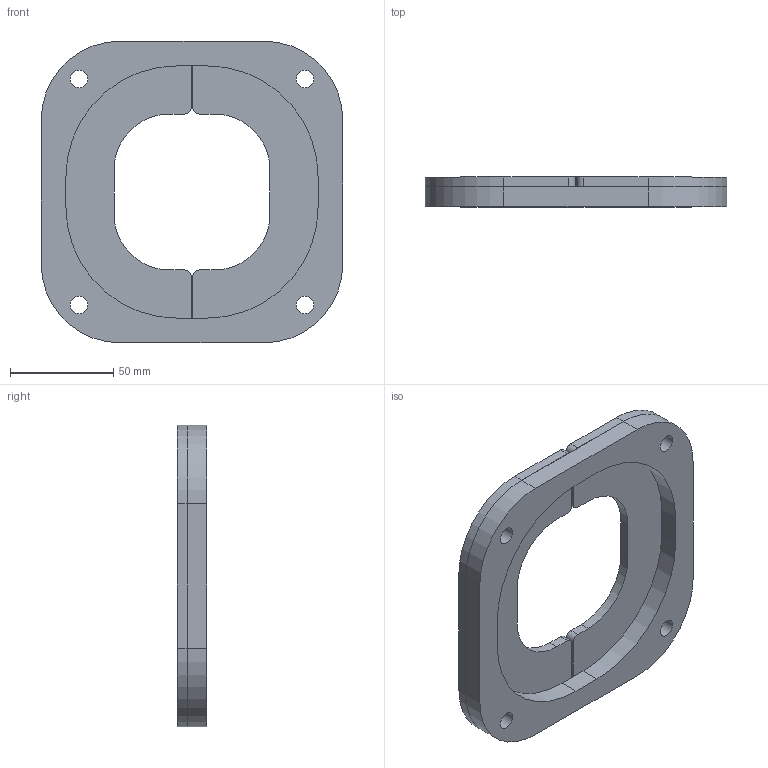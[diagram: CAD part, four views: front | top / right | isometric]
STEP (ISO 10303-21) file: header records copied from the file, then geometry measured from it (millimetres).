
FILE_DESCRIPTION(/* description */ (''),/* implementation_level */ '2;1');
FILE_NAME(/* name */ 'SPACER-RETAINER 2 AXIS.stp',/* time_stamp */ '2018-12-13T15:01:49-05:00',/* author */ ('sboulais'),/* organization */ (''),/* preprocessor_version */ 'ST-DEVELOPER v16.13',/* originating_system */ 'Autodesk Inventor 2018',/* authorisation */ '');
FILE_SCHEMA (('AUTOMOTIVE_DESIGN { 1 0 10303 214 3 1 1 }'));
Length unit declared in the file: inch
Products named in the file (1): SPACER-RETAINER 2 AXIS
Bounding box: 146.06 x 14.3 x 146.06 mm (x, y, z)
Volume: 140840.9 mm3; surface area: 59035.7 mm2
Topology: 3 solids, 3 shells, 808 faces, 2173 edges, 1450 vertices
Faces by surface type: bspline 457, plane 319, cylinder 32
Full cylindrical faces by diameter (mm): 8.433 x8
Entity records: 28376 total; most frequent: CARTESIAN_POINT 10357, ORIENTED_EDGE 4322, EDGE_CURVE 2161, DIRECTION 2015, VERTEX_POINT 1446, LINE 1183, VECTOR 1183, B_SPLINE_CURVE_WITH_KNOTS 914
